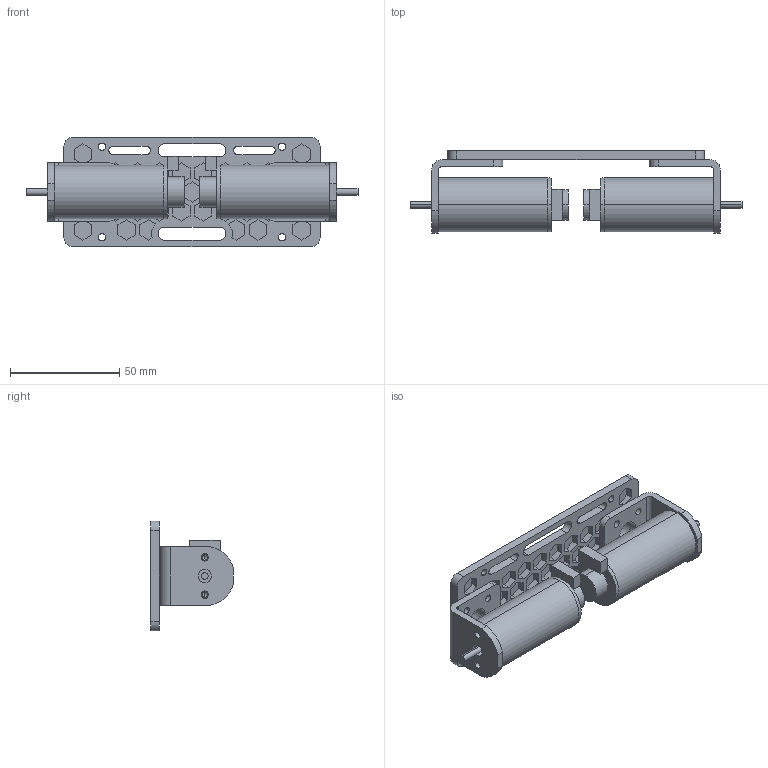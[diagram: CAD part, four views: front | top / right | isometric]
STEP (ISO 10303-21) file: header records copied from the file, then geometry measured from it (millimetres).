
FILE_DESCRIPTION (( 'STEP AP214' ), '1' );
FILE_NAME ('す算苤陬軞蚾.STEP', '2022-08-12T06:03:59', ( '' ), ( '' ), 'SwSTEP 2.0', 'SolidWorks 2021', '' );
FILE_SCHEMA (( 'AUTOMOTIVE_DESIGN' ));
Length unit declared in the file: millimetre
Products named in the file (4): 萇儂釱; bottom^す算苤陬軞蚾; 直流减速电机带编码器; す算苤陬軞蚾
Assembly tree (5 placements, depth 2):
  す算苤陬軞蚾
    萇儂釱  x2
    直流减速电机带编码器  x2
    bottom^す算苤陬軞蚾
Bounding box: 151.66 x 37.7 x 50 mm (x, y, z)
Volume: 76316.1 mm3; surface area: 36637.9 mm2
Topology: 7 solids, 7 shells, 387 faces, 1002 edges, 660 vertices
Faces by surface type: plane 265, cylinder 114, cone 8
Entity records: 10545 total; most frequent: CARTESIAN_POINT 1759, ORIENTED_EDGE 1708, DIRECTION 1690, EDGE_CURVE 854, LINE 692, VECTOR 692, VERTEX_POINT 568, AXIS2_PLACEMENT_3D 499
